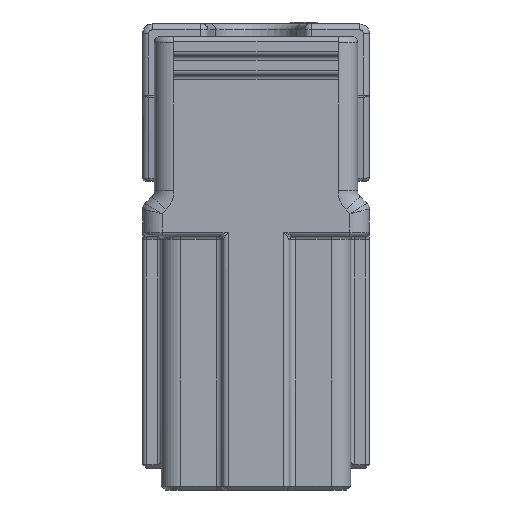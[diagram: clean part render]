
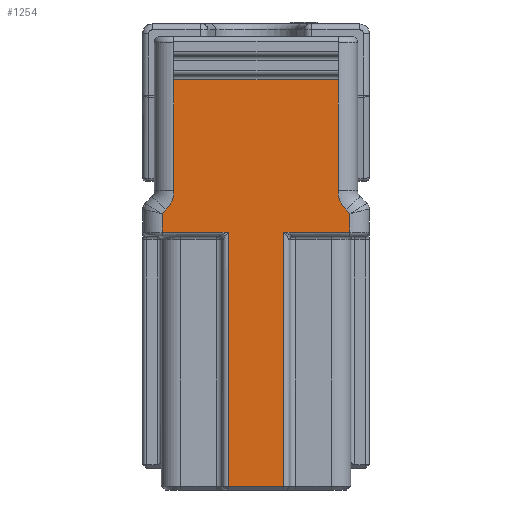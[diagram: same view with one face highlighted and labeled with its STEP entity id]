
A CAD part, front view. The second image highlights one B-rep face of the part: STEP entity #1254.
In plain terms, the highlighted planar face has unit normal (0, -1, 0).
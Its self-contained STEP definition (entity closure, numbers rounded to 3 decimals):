
#775=CIRCLE('',#12849,1.4);
#776=CIRCLE('',#12850,1.4);
#1254=ADVANCED_FACE('',(#2313),#1958,.F.);
#1958=PLANE('',#12851);
#2313=FACE_OUTER_BOUND('',#3043,.T.);
#3043=EDGE_LOOP('',(#4388,#4389,#4390,#4391,#4392,#4393,#4394,#4395,#4396,
#4397,#4398,#4399,#4400,#4401));
#4388=ORIENTED_EDGE('',*,*,#9058,.T.);
#4389=ORIENTED_EDGE('',*,*,#9059,.T.);
#4390=ORIENTED_EDGE('',*,*,#9060,.T.);
#4391=ORIENTED_EDGE('',*,*,#9061,.T.);
#4392=ORIENTED_EDGE('',*,*,#9062,.T.);
#4393=ORIENTED_EDGE('',*,*,#9063,.T.);
#4394=ORIENTED_EDGE('',*,*,#9064,.T.);
#4395=ORIENTED_EDGE('',*,*,#9065,.T.);
#4396=ORIENTED_EDGE('',*,*,#9066,.T.);
#4397=ORIENTED_EDGE('',*,*,#9067,.T.);
#4398=ORIENTED_EDGE('',*,*,#9068,.T.);
#4399=ORIENTED_EDGE('',*,*,#9069,.T.);
#4400=ORIENTED_EDGE('',*,*,#9070,.T.);
#4401=ORIENTED_EDGE('',*,*,#9071,.T.);
#7836=VERTEX_POINT('',#18783);
#7837=VERTEX_POINT('',#18784);
#7838=VERTEX_POINT('',#18786);
#7839=VERTEX_POINT('',#18788);
#7840=VERTEX_POINT('',#18790);
#7841=VERTEX_POINT('',#18792);
#7842=VERTEX_POINT('',#18794);
#7843=VERTEX_POINT('',#18796);
#7844=VERTEX_POINT('',#18798);
#7845=VERTEX_POINT('',#18800);
#7846=VERTEX_POINT('',#18802);
#7847=VERTEX_POINT('',#18804);
#7848=VERTEX_POINT('',#18806);
#7849=VERTEX_POINT('',#18808);
#9058=EDGE_CURVE('',#7836,#7837,#10749,.T.);
#9059=EDGE_CURVE('',#7837,#7838,#10750,.T.);
#9060=EDGE_CURVE('',#7838,#7839,#10751,.T.);
#9061=EDGE_CURVE('',#7839,#7840,#10752,.T.);
#9062=EDGE_CURVE('',#7840,#7841,#10753,.T.);
#9063=EDGE_CURVE('',#7841,#7842,#10754,.T.);
#9064=EDGE_CURVE('',#7842,#7843,#775,.T.);
#9065=EDGE_CURVE('',#7843,#7844,#10755,.T.);
#9066=EDGE_CURVE('',#7844,#7845,#10756,.T.);
#9067=EDGE_CURVE('',#7845,#7846,#10757,.T.);
#9068=EDGE_CURVE('',#7846,#7847,#776,.T.);
#9069=EDGE_CURVE('',#7847,#7848,#10758,.T.);
#9070=EDGE_CURVE('',#7848,#7849,#10759,.T.);
#9071=EDGE_CURVE('',#7849,#7836,#10760,.T.);
#10749=LINE('',#18782,#11911);
#10750=LINE('',#18785,#11912);
#10751=LINE('',#18787,#11913);
#10752=LINE('',#18789,#11914);
#10753=LINE('',#18791,#11915);
#10754=LINE('',#18793,#11916);
#10755=LINE('',#18797,#11917);
#10756=LINE('',#18799,#11918);
#10757=LINE('',#18801,#11919);
#10758=LINE('',#18805,#11920);
#10759=LINE('',#18807,#11921);
#10760=LINE('',#18809,#11922);
#11911=VECTOR('',#14666,1.);
#11912=VECTOR('',#14667,1.);
#11913=VECTOR('',#14668,1.);
#11914=VECTOR('',#14669,1.);
#11915=VECTOR('',#14670,1.);
#11916=VECTOR('',#14671,1.);
#11917=VECTOR('',#14674,1.);
#11918=VECTOR('',#14675,1.);
#11919=VECTOR('',#14676,1.);
#11920=VECTOR('',#14679,1.);
#11921=VECTOR('',#14680,1.);
#11922=VECTOR('',#14681,1.);
#12849=AXIS2_PLACEMENT_3D('',#18795,#14672,#14673);
#12850=AXIS2_PLACEMENT_3D('',#18803,#14677,#14678);
#12851=AXIS2_PLACEMENT_3D('',#18810,#14682,#14683);
#14666=DIRECTION('',(0.,0.,-1.));
#14667=DIRECTION('',(1.,0.,0.));
#14668=DIRECTION('',(0.,0.,1.));
#14669=DIRECTION('',(1.,0.,0.));
#14670=DIRECTION('',(0.,0.,1.));
#14671=DIRECTION('',(-0.707,0.,0.707));
#14672=DIRECTION('',(0.,1.,0.));
#14673=DIRECTION('',(0.,0.,1.));
#14674=DIRECTION('',(0.,0.,1.));
#14675=DIRECTION('',(-1.,0.,0.));
#14676=DIRECTION('',(0.,0.,-1.));
#14677=DIRECTION('',(0.,1.,0.));
#14678=DIRECTION('',(0.,0.,1.));
#14679=DIRECTION('',(-0.707,0.,-0.707));
#14680=DIRECTION('',(0.,0.,-1.));
#14681=DIRECTION('',(1.,0.,0.));
#14682=DIRECTION('',(0.,1.,0.));
#14683=DIRECTION('',(0.,0.,-1.));
#18782=CARTESIAN_POINT('',(-1.43,-4.75,23.2));
#18783=CARTESIAN_POINT('',(-1.43,-4.75,13.2));
#18784=CARTESIAN_POINT('',(-1.43,-4.75,0.2));
#18785=CARTESIAN_POINT('',(1.43,-4.75,0.2));
#18786=CARTESIAN_POINT('',(1.43,-4.75,0.2));
#18787=CARTESIAN_POINT('',(1.43,-4.75,23.2));
#18788=CARTESIAN_POINT('',(1.43,-4.75,13.2));
#18789=CARTESIAN_POINT('',(-5.8,-4.75,13.2));
#18790=CARTESIAN_POINT('',(4.8,-4.75,13.2));
#18791=CARTESIAN_POINT('',(4.8,-4.75,23.2));
#18792=CARTESIAN_POINT('',(4.8,-4.75,14.136));
#18793=CARTESIAN_POINT('',(-5.032,-4.75,23.968));
#18794=CARTESIAN_POINT('',(4.61,-4.75,14.326));
#18795=CARTESIAN_POINT('',(5.6,-4.75,15.316));
#18796=CARTESIAN_POINT('',(4.2,-4.75,15.316));
#18797=CARTESIAN_POINT('',(4.2,-4.75,23.2));
#18798=CARTESIAN_POINT('',(4.2,-4.75,20.992));
#18799=CARTESIAN_POINT('',(-5.8,-4.75,20.992));
#18800=CARTESIAN_POINT('',(-4.2,-4.75,20.992));
#18801=CARTESIAN_POINT('',(-4.2,-4.75,23.2));
#18802=CARTESIAN_POINT('',(-4.2,-4.75,15.316));
#18803=CARTESIAN_POINT('',(-5.6,-4.75,15.316));
#18804=CARTESIAN_POINT('',(-4.61,-4.75,14.326));
#18805=CARTESIAN_POINT('',(-0.768,-4.75,18.168));
#18806=CARTESIAN_POINT('',(-4.8,-4.75,14.136));
#18807=CARTESIAN_POINT('',(-4.8,-4.75,23.2));
#18808=CARTESIAN_POINT('',(-4.8,-4.75,13.2));
#18809=CARTESIAN_POINT('',(-5.8,-4.75,13.2));
#18810=CARTESIAN_POINT('',(-5.8,-4.75,23.2));
